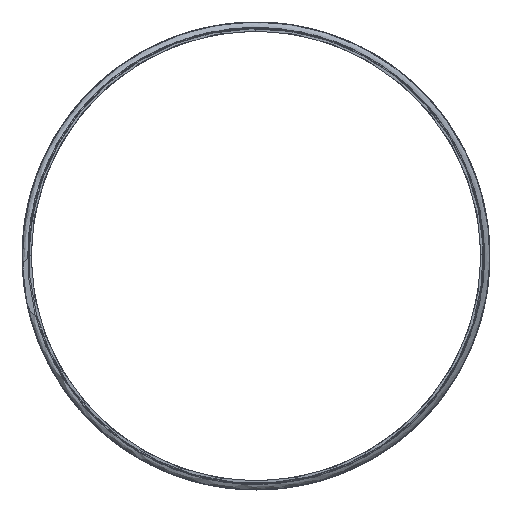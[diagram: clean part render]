
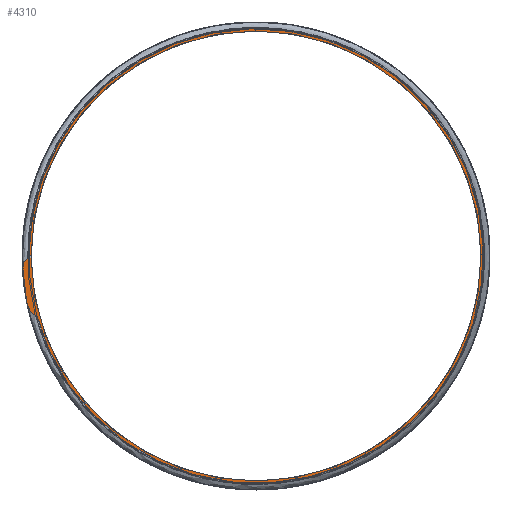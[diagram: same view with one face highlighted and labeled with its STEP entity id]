
A CAD part, front view. The second image highlights one B-rep face of the part: STEP entity #4310.
In plain terms, the highlighted planar face has unit normal (0, -1, 0).
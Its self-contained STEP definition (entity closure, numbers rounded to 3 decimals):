
#187=CARTESIAN_POINT('',(-50.625,0.,0.));
#188=VERTEX_POINT('',#187);
#497=CARTESIAN_POINT('',(-48.905,0.,-13.082));
#498=VERTEX_POINT('',#497);
#499=CARTESIAN_POINT('',(0.0,0.,0.0));
#500=DIRECTION('',(0.0,1.0,0.0));
#501=DIRECTION('',(-1.0,0.0,0.0));
#502=AXIS2_PLACEMENT_3D('',#499,#500,#501);
#503=CIRCLE('',#502,50.625);
#504=EDGE_CURVE('',#188,#498,#503,.T.);
#2039=CARTESIAN_POINT('',(-50.125,0.,0.));
#2040=VERTEX_POINT('',#2039);
#2349=CARTESIAN_POINT('',(-50.125,0.,0.));
#2350=CARTESIAN_POINT('',(-50.208,0.,0.));
#2351=CARTESIAN_POINT('',(-50.292,0.,0.));
#2352=CARTESIAN_POINT('',(-50.458,0.,0.));
#2353=CARTESIAN_POINT('',(-50.542,0.,0.));
#2354=CARTESIAN_POINT('',(-50.625,0.,0.));
#2355=B_SPLINE_CURVE_WITH_KNOTS('',3,(#2349,#2350,#2351,#2352,#2353,#2354),.UNSPECIFIED.,.F.,.U.,(4,2,4),(-0.05,-0.025,0.0),.UNSPECIFIED.);
#2356=EDGE_CURVE('',#2040,#188,#2355,.T.);
#2368=CARTESIAN_POINT('',(-50.122,0.,-0.504));
#2369=VERTEX_POINT('',#2368);
#2678=CARTESIAN_POINT('',(0.0,0.,0.0));
#2679=DIRECTION('',(0.0,-1.0,0.0));
#2680=DIRECTION('',(-1.0,0.0,0.0));
#2681=AXIS2_PLACEMENT_3D('',#2678,#2679,#2680);
#2682=CIRCLE('',#2681,50.125);
#2683=EDGE_CURVE('',#2369,#2040,#2682,.T.);
#3911=CARTESIAN_POINT('',(-50.622,0.,-0.509));
#3912=VERTEX_POINT('',#3911);
#4221=CARTESIAN_POINT('',(-50.622,0.,-0.509));
#4222=CARTESIAN_POINT('',(-50.539,0.,-0.508));
#4223=CARTESIAN_POINT('',(-50.456,0.,-0.507));
#4224=CARTESIAN_POINT('',(-50.289,0.,-0.506));
#4225=CARTESIAN_POINT('',(-50.206,0.,-0.505));
#4226=CARTESIAN_POINT('',(-50.122,0.,-0.504));
#4227=B_SPLINE_CURVE_WITH_KNOTS('',3,(#4221,#4222,#4223,#4224,#4225,#4226),.UNSPECIFIED.,.F.,.U.,(4,2,4),(-0.05,-0.025,0.0),.UNSPECIFIED.);
#4228=EDGE_CURVE('',#3912,#2369,#4227,.T.);
#4234=CARTESIAN_POINT('',(1000.0,0.,-1000.0));
#4235=DIRECTION('',(0.0,1.0,0.0));
#4236=DIRECTION('',(0.0,0.0,1.0));
#4237=AXIS2_PLACEMENT_3D('',#4234,#4235,#4236);
#4238=PLANE('',#4237);
#4239=ORIENTED_EDGE('',*,*,#504,.F.);
#4240=ORIENTED_EDGE('',*,*,#2356,.F.);
#4241=ORIENTED_EDGE('',*,*,#2683,.F.);
#4242=ORIENTED_EDGE('',*,*,#4228,.F.);
#4243=CARTESIAN_POINT('',(-50.922,0.,-0.512));
#4244=VERTEX_POINT('',#4243);
#4245=CARTESIAN_POINT('',(-50.922,0.,-0.512));
#4246=CARTESIAN_POINT('',(-50.872,0.,-0.511));
#4247=CARTESIAN_POINT('',(-50.822,0.,-0.511));
#4248=CARTESIAN_POINT('',(-50.722,0.,-0.51));
#4249=CARTESIAN_POINT('',(-50.672,0.,-0.509));
#4250=CARTESIAN_POINT('',(-50.622,0.,-0.509));
#4251=B_SPLINE_CURVE_WITH_KNOTS('',3,(#4245,#4246,#4247,#4248,#4249,#4250),.UNSPECIFIED.,.F.,.U.,(4,2,4),(-0.03,-0.015,0.0),.UNSPECIFIED.);
#4252=EDGE_CURVE('',#4244,#3912,#4251,.T.);
#4253=ORIENTED_EDGE('',*,*,#4252,.F.);
#4254=CARTESIAN_POINT('',(-51.996,0.,-3.665));
#4255=VERTEX_POINT('',#4254);
#4256=CARTESIAN_POINT('',(-51.996,0.,-3.665));
#4257=CARTESIAN_POINT('',(-52.044,0.,-2.981));
#4258=CARTESIAN_POINT('',(-51.992,0.,-2.318));
#4259=CARTESIAN_POINT('',(-51.776,0.,-1.458));
#4260=CARTESIAN_POINT('',(-51.671,0.,-1.19));
#4261=CARTESIAN_POINT('',(-51.48,0.,-0.871));
#4262=CARTESIAN_POINT('',(-51.398,0.,-0.761));
#4263=CARTESIAN_POINT('',(-51.242,0.,-0.623));
#4264=CARTESIAN_POINT('',(-51.176,0.,-0.579));
#4265=CARTESIAN_POINT('',(-51.046,0.,-0.526));
#4266=CARTESIAN_POINT('',(-50.985,0.,-0.513));
#4267=CARTESIAN_POINT('',(-50.922,0.,-0.512));
#4268=B_SPLINE_CURVE_WITH_KNOTS('',3,(#4256,#4257,#4258,#4259,#4260,#4261,#4262,#4263,#4264,#4265,#4266,#4267),.UNSPECIFIED.,.F.,.U.,(4,2,2,2,2,4),(-0.278,-0.153,-0.081,-0.042,-0.019,0.0),.UNSPECIFIED.);
#4269=EDGE_CURVE('',#4255,#4244,#4268,.T.);
#4270=ORIENTED_EDGE('',*,*,#4269,.F.);
#4271=CARTESIAN_POINT('',(-51.075,0.,-10.41));
#4272=VERTEX_POINT('',#4271);
#4273=CARTESIAN_POINT('',(0.0,0.,0.0));
#4274=DIRECTION('',(0.0,1.0,0.0));
#4275=DIRECTION('',(-1.0,0.0,0.0));
#4276=AXIS2_PLACEMENT_3D('',#4273,#4274,#4275);
#4277=CIRCLE('',#4276,52.125);
#4278=EDGE_CURVE('',#4272,#4255,#4277,.T.);
#4279=ORIENTED_EDGE('',*,*,#4278,.F.);
#4280=CARTESIAN_POINT('',(-49.195,0.,-13.16));
#4281=VERTEX_POINT('',#4280);
#4282=CARTESIAN_POINT('',(-49.195,0.,-13.16));
#4283=CARTESIAN_POINT('',(-49.234,0.,-13.17));
#4284=CARTESIAN_POINT('',(-49.273,0.,-13.175));
#4285=CARTESIAN_POINT('',(-49.354,0.,-13.176));
#4286=CARTESIAN_POINT('',(-49.396,0.,-13.172));
#4287=CARTESIAN_POINT('',(-49.53,0.,-13.143));
#4288=CARTESIAN_POINT('',(-49.619,0.,-13.101));
#4289=CARTESIAN_POINT('',(-49.881,0.,-12.936));
#4290=CARTESIAN_POINT('',(-50.066,0.,-12.746));
#4291=CARTESIAN_POINT('',(-50.422,0.,-12.239));
#4292=CARTESIAN_POINT('',(-50.588,0.,-11.924));
#4293=CARTESIAN_POINT('',(-50.88,0.,-11.195));
#4294=CARTESIAN_POINT('',(-50.995,0.,-10.802));
#4295=CARTESIAN_POINT('',(-51.075,0.,-10.41));
#4296=B_SPLINE_CURVE_WITH_KNOTS('',3,(#4282,#4283,#4284,#4285,#4286,#4287,#4288,#4289,#4290,#4291,#4292,#4293,#4294,#4295),.UNSPECIFIED.,.F.,.U.,(4,2,2,2,2,2,4),(-0.447,-0.426,-0.403,-0.352,-0.236,-0.12,0.0),.UNSPECIFIED.);
#4297=EDGE_CURVE('',#4281,#4272,#4296,.T.);
#4298=ORIENTED_EDGE('',*,*,#4297,.F.);
#4299=CARTESIAN_POINT('',(-48.905,0.,-13.082));
#4300=CARTESIAN_POINT('',(-48.954,0.,-13.095));
#4301=CARTESIAN_POINT('',(-49.002,0.,-13.108));
#4302=CARTESIAN_POINT('',(-49.099,0.,-13.134));
#4303=CARTESIAN_POINT('',(-49.147,0.,-13.147));
#4304=CARTESIAN_POINT('',(-49.195,0.,-13.16));
#4305=B_SPLINE_CURVE_WITH_KNOTS('',3,(#4299,#4300,#4301,#4302,#4303,#4304),.UNSPECIFIED.,.F.,.U.,(4,2,4),(-0.03,-0.015,0.0),.UNSPECIFIED.);
#4306=EDGE_CURVE('',#498,#4281,#4305,.T.);
#4307=ORIENTED_EDGE('',*,*,#4306,.F.);
#4308=EDGE_LOOP('',(#4239,#4240,#4241,#4242,#4253,#4270,#4279,#4298,#4307));
#4309=FACE_OUTER_BOUND('',#4308,.T.);
#4310=ADVANCED_FACE('',(#4309),#4238,.F.);
